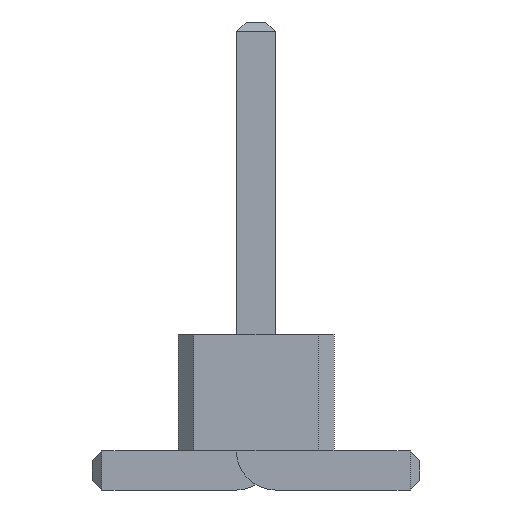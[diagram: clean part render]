
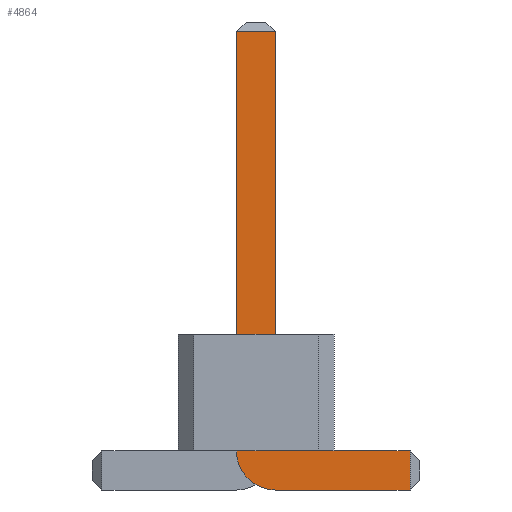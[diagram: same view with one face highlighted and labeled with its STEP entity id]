
A CAD part, front view. The second image highlights one B-rep face of the part: STEP entity #4864.
In plain terms, the highlighted planar face has unit normal (0, -1, 0).
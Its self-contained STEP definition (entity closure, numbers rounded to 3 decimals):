
#13=DIRECTION('',(0.,0.,1.));
#27=VECTOR('',#13,1.);
#67=DIRECTION('',(1.,0.,0.));
#2207=VECTOR('',#67,1.);
#2260=DIRECTION('',(-1.,0.,0.));
#4397=VECTOR('',#2260,1.);
#4678=DIRECTION('',(-0.,1.,0.));
#4679=DIRECTION('',(0.,0.,-1.));
#4696=VECTOR('',#4679,1.);
#4708=DIRECTION('',(0.,1.,0.));
#4709=DIRECTION('',(1.,0.,0.));
#4716=VERTEX_POINT('',#4717);
#4717=CARTESIAN_POINT('',(1.975,-37.25,0.));
#4719=ORIENTED_EDGE('',*,*,#4720,.T.);
#4720=EDGE_CURVE('',#4716,#4721,#4723,.T.);
#4721=VERTEX_POINT('',#4722);
#4722=CARTESIAN_POINT('',(0.25,-37.25,0.));
#4723=LINE('',#4724,#4397);
#4724=CARTESIAN_POINT('',(2.1,-37.25,0.));
#4761=VERTEX_POINT('',#4762);
#4762=CARTESIAN_POINT('',(-0.25,-37.25,0.5));
#4765=EDGE_CURVE('',#4721,#4761,#4766,.T.);
#4766=CIRCLE('',#4767,0.5);
#4767=AXIS2_PLACEMENT_3D('',#4768,#4678,#4679);
#4768=CARTESIAN_POINT('',(0.25,-37.25,0.5));
#4777=VERTEX_POINT('',#4768);
#4779=ORIENTED_EDGE('',*,*,#4780,.T.);
#4780=EDGE_CURVE('',#4777,#4781,#4783,.T.);
#4781=VERTEX_POINT('',#4782);
#4782=CARTESIAN_POINT('',(1.975,-37.25,0.5));
#4783=LINE('',#4768,#2207);
#4793=ORIENTED_EDGE('',*,*,#4794,.T.);
#4794=EDGE_CURVE('',#4761,#4795,#4797,.T.);
#4795=VERTEX_POINT('',#4796);
#4796=CARTESIAN_POINT('',(-0.25,-37.25,5.875));
#4797=LINE('',#4798,#27);
#4798=CARTESIAN_POINT('',(-0.25,-37.25,0.));
#4810=VERTEX_POINT('',#4811);
#4811=CARTESIAN_POINT('',(0.25,-37.25,5.875));
#4813=ORIENTED_EDGE('',*,*,#4814,.T.);
#4814=EDGE_CURVE('',#4810,#4777,#4815,.T.);
#4815=LINE('',#4816,#4696);
#4816=CARTESIAN_POINT('',(0.25,-37.25,6.));
#4864=ADVANCED_FACE('',(#4865),#4874,.F.);
#4865=FACE_BOUND('',#4866,.F.);
#4866=EDGE_LOOP('',(#4719,#4867,#4793,#4868,#4813,#4779,#4871));
#4867=ORIENTED_EDGE('',*,*,#4765,.T.);
#4868=ORIENTED_EDGE('',*,*,#4869,.T.);
#4869=EDGE_CURVE('',#4795,#4810,#4870,.T.);
#4870=LINE('',#4796,#2207);
#4871=ORIENTED_EDGE('',*,*,#4872,.T.);
#4872=EDGE_CURVE('',#4781,#4716,#4873,.T.);
#4873=LINE('',#4782,#4696);
#4874=PLANE('',#4875);
#4875=AXIS2_PLACEMENT_3D('',#4876,#4708,#4709);
#4876=CARTESIAN_POINT('',(0.316,-37.25,2.391));
